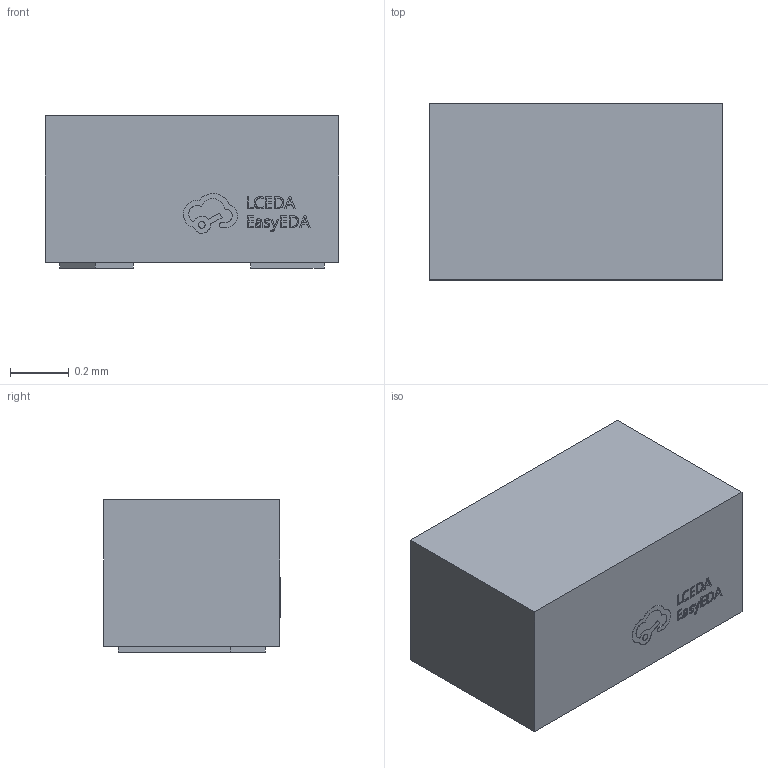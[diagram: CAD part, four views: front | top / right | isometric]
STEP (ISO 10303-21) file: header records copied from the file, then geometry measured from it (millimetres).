
FILE_DESCRIPTION (( 'STEP AP214' ), '1' );
FILE_NAME ('X1-DFN1006-2_L1.0-W0.6-P0.65-BI.step', '2022-06-30T14:12:03', ( '' ), ( '' ), 'SwSTEP 2.0', 'SolidWorks 2020', '' );
FILE_SCHEMA (( 'AUTOMOTIVE_DESIGN' ));
Length unit declared in the file: millimetre
Products named in the file (1): X1-DFN1006-2_L1.0-W0.6-P0.65-BI
Bounding box: 1 x 0.6 x 0.52 mm (x, y, z)
Volume: 0.3 mm3; surface area: 2.9 mm2
Topology: 1 solids, 1 shells, 241 faces, 654 edges, 436 vertices
Faces by surface type: plane 143, bspline 98
Entity records: 10725 total; most frequent: CARTESIAN_POINT 2638, ORIENTED_EDGE 1308, DIRECTION 742, EDGE_CURVE 654, VECTOR 454, LINE 454, VERTEX_POINT 436, EDGE_LOOP 262
